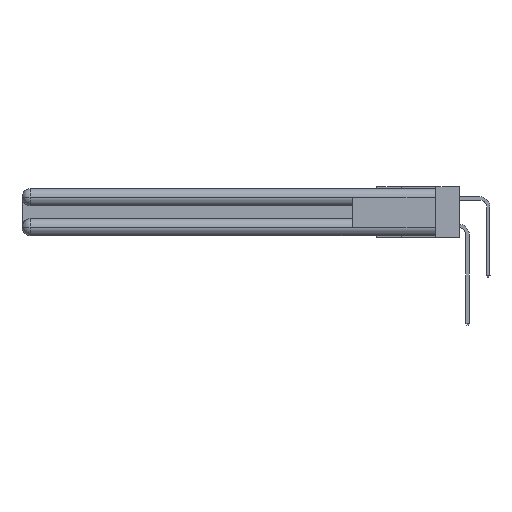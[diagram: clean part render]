
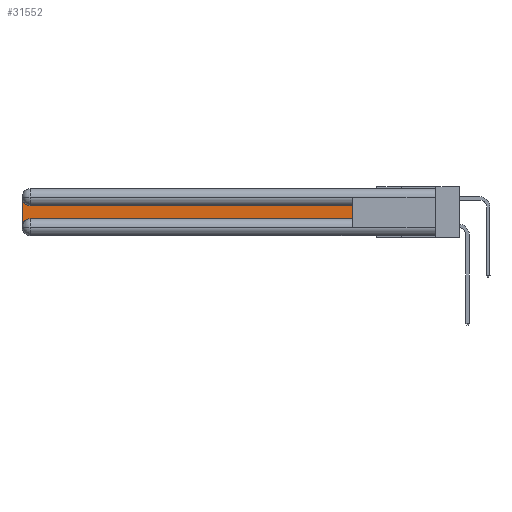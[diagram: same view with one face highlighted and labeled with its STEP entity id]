
A CAD part, left-side view. The second image highlights one B-rep face of the part: STEP entity #31552.
In plain terms, the highlighted planar face has unit normal (-1, 0, 0).
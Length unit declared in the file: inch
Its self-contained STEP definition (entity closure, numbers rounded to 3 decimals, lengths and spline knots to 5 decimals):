
#923 = DIRECTION ( 'NONE',  ( 1., 0., 0. ) ) ;
#1585 = VECTOR ( 'NONE', #14326, 39.37008 ) ;
#1802 = CARTESIAN_POINT ( 'NONE',  ( 0.075, 2.94, -0.2175 ) ) ;
#1972 = DIRECTION ( 'NONE',  ( 0., 0., 1. ) ) ;
#2241 = DIRECTION ( 'NONE',  ( 1., 0., 0. ) ) ;
#3462 = DIRECTION ( 'NONE',  ( 0., -1., 0. ) ) ;
#4504 = CARTESIAN_POINT ( 'NONE',  ( 0.075, 2.94, -0.2775 ) ) ;
#4735 = AXIS2_PLACEMENT_3D ( 'NONE', #4504, #2241, #7376 ) ;
#5240 = VERTEX_POINT ( 'NONE', #21826 ) ;
#7276 = CARTESIAN_POINT ( 'NONE',  ( 0.075, 3., -0.2175 ) ) ;
#7376 = DIRECTION ( 'NONE',  ( 0., 0., -1. ) ) ;
#8163 = EDGE_CURVE ( 'NONE', #19196, #17202, #25674, .T. ) ;
#8615 = CARTESIAN_POINT ( 'NONE',  ( 0.075, 3., -0.0625 ) ) ;
#8845 = LINE ( 'NONE', #30626, #1585 ) ;
#8924 = CARTESIAN_POINT ( 'NONE',  ( 0.075, 2.94, -0.0625 ) ) ;
#10505 = ORIENTED_EDGE ( 'NONE', *, *, #11874, .T. ) ;
#10536 = ORIENTED_EDGE ( 'NONE', *, *, #16773, .T. ) ;
#10651 = EDGE_LOOP ( 'NONE', ( #10505, #21461, #10536, #11152, #32169, #21562 ) ) ;
#11152 = ORIENTED_EDGE ( 'NONE', *, *, #28187, .T. ) ;
#11645 = CARTESIAN_POINT ( 'NONE',  ( 0.075, 0.6, -0.2175 ) ) ;
#11874 = EDGE_CURVE ( 'NONE', #19088, #19196, #8845, .T. ) ;
#12952 = CARTESIAN_POINT ( 'NONE',  ( 0.075, 3., -0.2775 ) ) ;
#13170 = DIRECTION ( 'NONE',  ( 1., 0., 0. ) ) ;
#14173 = LINE ( 'NONE', #11645, #17137 ) ;
#14326 = DIRECTION ( 'NONE',  ( 0., 1., 0. ) ) ;
#15972 = LINE ( 'NONE', #7276, #33415 ) ;
#16143 = CARTESIAN_POINT ( 'NONE',  ( 0.075, 2.94, -0.1225 ) ) ;
#16335 = AXIS2_PLACEMENT_3D ( 'NONE', #8924, #923, #33596 ) ;
#16773 = EDGE_CURVE ( 'NONE', #17202, #17547, #15972, .T. ) ;
#17137 = VECTOR ( 'NONE', #3462, 39.37008 ) ;
#17202 = VERTEX_POINT ( 'NONE', #8615 ) ;
#17547 = VERTEX_POINT ( 'NONE', #12952 ) ;
#18144 = CIRCLE ( 'NONE', #4735, 0.06 ) ;
#18427 = EDGE_CURVE ( 'NONE', #34187, #5240, #14173, .T. ) ;
#19088 = VERTEX_POINT ( 'NONE', #21375 ) ;
#19196 = VERTEX_POINT ( 'NONE', #16143 ) ;
#20085 = EDGE_CURVE ( 'NONE', #5240, #19088, #34021, .T. ) ;
#21267 = VECTOR ( 'NONE', #1972, 39.37008 ) ;
#21375 = CARTESIAN_POINT ( 'NONE',  ( 0.075, 0.6, -0.1225 ) ) ;
#21461 = ORIENTED_EDGE ( 'NONE', *, *, #8163, .T. ) ;
#21562 = ORIENTED_EDGE ( 'NONE', *, *, #20085, .T. ) ;
#21641 = AXIS2_PLACEMENT_3D ( 'NONE', #31960, #13170, #24253 ) ;
#21801 = FACE_OUTER_BOUND ( 'NONE', #10651, .T. ) ;
#21826 = CARTESIAN_POINT ( 'NONE',  ( 0.075, 0.6, -0.2175 ) ) ;
#22916 = CARTESIAN_POINT ( 'NONE',  ( 0.075, 0.6, -0.2175 ) ) ;
#23883 = PLANE ( 'NONE',  #21641 ) ;
#24253 = DIRECTION ( 'NONE',  ( 0., 0., -1. ) ) ;
#24600 = DIRECTION ( 'NONE',  ( 0., 0., -1. ) ) ;
#25674 = CIRCLE ( 'NONE', #16335, 0.06 ) ;
#28187 = EDGE_CURVE ( 'NONE', #17547, #34187, #18144, .T. ) ;
#30626 = CARTESIAN_POINT ( 'NONE',  ( 0.075, 0.6, -0.1225 ) ) ;
#31552 = ADVANCED_FACE ( 'NONE', ( #21801 ), #23883, .F. ) ;
#31960 = CARTESIAN_POINT ( 'NONE',  ( 0.075, 3., -0.1225 ) ) ;
#32169 = ORIENTED_EDGE ( 'NONE', *, *, #18427, .T. ) ;
#33415 = VECTOR ( 'NONE', #24600, 39.37008 ) ;
#33596 = DIRECTION ( 'NONE',  ( 0., 0., -1. ) ) ;
#34021 = LINE ( 'NONE', #22916, #21267 ) ;
#34187 = VERTEX_POINT ( 'NONE', #1802 ) ;
